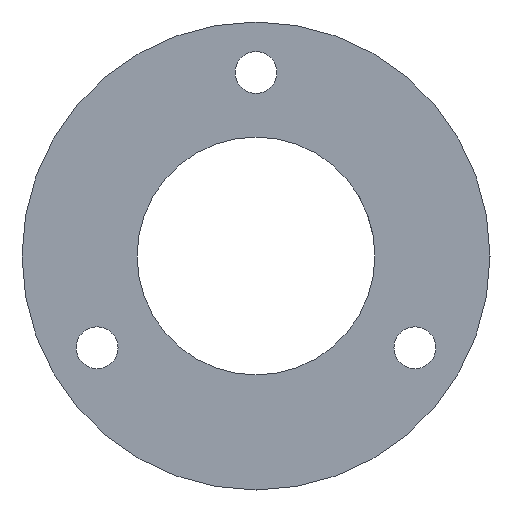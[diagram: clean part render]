
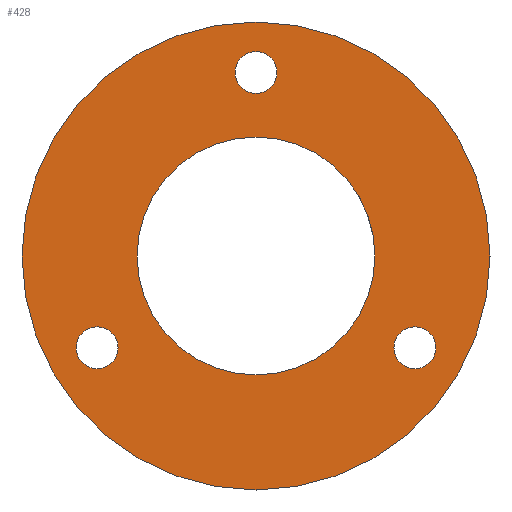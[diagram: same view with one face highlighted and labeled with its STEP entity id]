
A CAD part, front view. The second image highlights one B-rep face of the part: STEP entity #428.
In plain terms, the highlighted planar face has unit normal (0, -1, 0).
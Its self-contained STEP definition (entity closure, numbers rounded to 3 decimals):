
#4 = EDGE_CURVE ( 'NONE', #292, #103, #225, .T. ) ;
#27 = EDGE_LOOP ( 'NONE', ( #587, #1030 ) ) ;
#44 = DIRECTION ( 'NONE',  ( 0., 0., -1. ) ) ;
#60 = VERTEX_POINT ( 'NONE', #928 ) ;
#66 = CARTESIAN_POINT ( 'NONE',  ( 0., 0., 0. ) ) ;
#75 = EDGE_LOOP ( 'NONE', ( #604, #135 ) ) ;
#82 = VERTEX_POINT ( 'NONE', #443 ) ;
#85 = DIRECTION ( 'NONE',  ( 0., 0., 1. ) ) ;
#86 = EDGE_CURVE ( 'NONE', #914, #655, #799, .T. ) ;
#90 = DIRECTION ( 'NONE',  ( 0., -1., 0. ) ) ;
#95 = CARTESIAN_POINT ( 'NONE',  ( 0., 0., 37.25 ) ) ;
#103 = VERTEX_POINT ( 'NONE', #848 ) ;
#108 = DIRECTION ( 'NONE',  ( 0., -1., 0. ) ) ;
#116 = CARTESIAN_POINT ( 'NONE',  ( 0., 0., 41.5 ) ) ;
#127 = CARTESIAN_POINT ( 'NONE',  ( 32.259, 0., -18.625 ) ) ;
#135 = ORIENTED_EDGE ( 'NONE', *, *, #268, .F. ) ;
#141 = CARTESIAN_POINT ( 'NONE',  ( -28.579, 0., -16.5 ) ) ;
#160 = AXIS2_PLACEMENT_3D ( 'NONE', #923, #678, #44 ) ;
#165 = CARTESIAN_POINT ( 'NONE',  ( 0., 0., 0. ) ) ;
#167 = CARTESIAN_POINT ( 'NONE',  ( 0., 0., 24.15 ) ) ;
#173 = AXIS2_PLACEMENT_3D ( 'NONE', #1002, #359, #605 ) ;
#179 = CARTESIAN_POINT ( 'NONE',  ( 0., 0., -47.5 ) ) ;
#182 = DIRECTION ( 'NONE',  ( 0., 0., -1. ) ) ;
#183 = CIRCLE ( 'NONE', #714, 4.25 ) ;
#188 = DIRECTION ( 'NONE',  ( 0., -1., 0. ) ) ;
#195 = VERTEX_POINT ( 'NONE', #167 ) ;
#209 = CIRCLE ( 'NONE', #227, 4.25 ) ;
#225 = CIRCLE ( 'NONE', #493, 4.25 ) ;
#227 = AXIS2_PLACEMENT_3D ( 'NONE', #127, #303, #370 ) ;
#231 = EDGE_CURVE ( 'NONE', #103, #292, #209, .T. ) ;
#235 = CARTESIAN_POINT ( 'NONE',  ( -24.15, 0., 0. ) ) ;
#237 = ORIENTED_EDGE ( 'NONE', *, *, #86, .F. ) ;
#239 = FACE_BOUND ( 'NONE', #610, .T. ) ;
#245 = DIRECTION ( 'NONE',  ( 0., 1., 0. ) ) ;
#268 = EDGE_CURVE ( 'NONE', #195, #82, #945, .T. ) ;
#281 = AXIS2_PLACEMENT_3D ( 'NONE', #235, #245, #85 ) ;
#282 = ORIENTED_EDGE ( 'NONE', *, *, #444, .F. ) ;
#286 = ORIENTED_EDGE ( 'NONE', *, *, #554, .F. ) ;
#292 = VERTEX_POINT ( 'NONE', #459 ) ;
#303 = DIRECTION ( 'NONE',  ( 0., -1., 0. ) ) ;
#314 = FACE_BOUND ( 'NONE', #540, .T. ) ;
#357 = DIRECTION ( 'NONE',  ( -0.866, 0., 0.5 ) ) ;
#359 = DIRECTION ( 'NONE',  ( 0., -1., 0. ) ) ;
#370 = DIRECTION ( 'NONE',  ( -0.866, 0., 0.5 ) ) ;
#379 = ORIENTED_EDGE ( 'NONE', *, *, #4, .F. ) ;
#382 = CARTESIAN_POINT ( 'NONE',  ( 0., 0., 0. ) ) ;
#390 = CARTESIAN_POINT ( 'NONE',  ( 0., 0., 33. ) ) ;
#407 = CARTESIAN_POINT ( 'NONE',  ( -32.259, 0., -18.625 ) ) ;
#408 = EDGE_CURVE ( 'NONE', #60, #1014, #978, .T. ) ;
#426 = EDGE_LOOP ( 'NONE', ( #237, #286 ) ) ;
#428 = ADVANCED_FACE ( 'NONE', ( #239, #314, #479, #950, #726 ), #645, .F. ) ;
#443 = CARTESIAN_POINT ( 'NONE',  ( 0., 0., -24.15 ) ) ;
#444 = EDGE_CURVE ( 'NONE', #878, #669, #871, .T. ) ;
#459 = CARTESIAN_POINT ( 'NONE',  ( 35.94, 0., -20.75 ) ) ;
#479 = FACE_BOUND ( 'NONE', #426, .T. ) ;
#486 = EDGE_CURVE ( 'NONE', #82, #195, #766, .T. ) ;
#493 = AXIS2_PLACEMENT_3D ( 'NONE', #608, #1006, #357 ) ;
#532 = AXIS2_PLACEMENT_3D ( 'NONE', #912, #108, #971 ) ;
#540 = EDGE_LOOP ( 'NONE', ( #1025, #379 ) ) ;
#554 = EDGE_CURVE ( 'NONE', #655, #914, #183, .T. ) ;
#558 = DIRECTION ( 'NONE',  ( 0., 0., -1. ) ) ;
#587 = ORIENTED_EDGE ( 'NONE', *, *, #672, .T. ) ;
#604 = ORIENTED_EDGE ( 'NONE', *, *, #486, .F. ) ;
#605 = DIRECTION ( 'NONE',  ( 0., 0., -1. ) ) ;
#608 = CARTESIAN_POINT ( 'NONE',  ( 32.259, 0., -18.625 ) ) ;
#610 = EDGE_LOOP ( 'NONE', ( #646, #282 ) ) ;
#623 = DIRECTION ( 'NONE',  ( 0., -1., 0. ) ) ;
#624 = AXIS2_PLACEMENT_3D ( 'NONE', #382, #681, #1017 ) ;
#633 = CARTESIAN_POINT ( 'NONE',  ( -35.94, 0., -20.75 ) ) ;
#645 = PLANE ( 'NONE',  #281 ) ;
#646 = ORIENTED_EDGE ( 'NONE', *, *, #1029, .F. ) ;
#655 = VERTEX_POINT ( 'NONE', #116 ) ;
#669 = VERTEX_POINT ( 'NONE', #141 ) ;
#672 = EDGE_CURVE ( 'NONE', #1014, #60, #687, .T. ) ;
#678 = DIRECTION ( 'NONE',  ( 0., -1., 0. ) ) ;
#681 = DIRECTION ( 'NONE',  ( 0., -1., 0. ) ) ;
#687 = CIRCLE ( 'NONE', #173, 47.5 ) ;
#708 = DIRECTION ( 'NONE',  ( 0.866, 0., 0.5 ) ) ;
#714 = AXIS2_PLACEMENT_3D ( 'NONE', #95, #188, #182 ) ;
#720 = DIRECTION ( 'NONE',  ( 0., 0., -1. ) ) ;
#726 = FACE_OUTER_BOUND ( 'NONE', #27, .T. ) ;
#731 = AXIS2_PLACEMENT_3D ( 'NONE', #407, #876, #708 ) ;
#760 = AXIS2_PLACEMENT_3D ( 'NONE', #165, #623, #720 ) ;
#766 = CIRCLE ( 'NONE', #1032, 24.15 ) ;
#799 = CIRCLE ( 'NONE', #160, 4.25 ) ;
#848 = CARTESIAN_POINT ( 'NONE',  ( 28.579, 0., -16.5 ) ) ;
#871 = CIRCLE ( 'NONE', #731, 4.25 ) ;
#876 = DIRECTION ( 'NONE',  ( 0., -1., 0. ) ) ;
#878 = VERTEX_POINT ( 'NONE', #633 ) ;
#912 = CARTESIAN_POINT ( 'NONE',  ( -32.259, 0., -18.625 ) ) ;
#914 = VERTEX_POINT ( 'NONE', #390 ) ;
#923 = CARTESIAN_POINT ( 'NONE',  ( 0., 0., 37.25 ) ) ;
#928 = CARTESIAN_POINT ( 'NONE',  ( 0., 0., 47.5 ) ) ;
#945 = CIRCLE ( 'NONE', #624, 24.15 ) ;
#950 = FACE_BOUND ( 'NONE', #75, .T. ) ;
#971 = DIRECTION ( 'NONE',  ( 0.866, 0., 0.5 ) ) ;
#978 = CIRCLE ( 'NONE', #760, 47.5 ) ;
#981 = CIRCLE ( 'NONE', #532, 4.25 ) ;
#1002 = CARTESIAN_POINT ( 'NONE',  ( 0., 0., 0. ) ) ;
#1006 = DIRECTION ( 'NONE',  ( 0., -1., 0. ) ) ;
#1014 = VERTEX_POINT ( 'NONE', #179 ) ;
#1017 = DIRECTION ( 'NONE',  ( 0., 0., -1. ) ) ;
#1025 = ORIENTED_EDGE ( 'NONE', *, *, #231, .F. ) ;
#1029 = EDGE_CURVE ( 'NONE', #669, #878, #981, .T. ) ;
#1030 = ORIENTED_EDGE ( 'NONE', *, *, #408, .T. ) ;
#1032 = AXIS2_PLACEMENT_3D ( 'NONE', #66, #90, #558 ) ;
